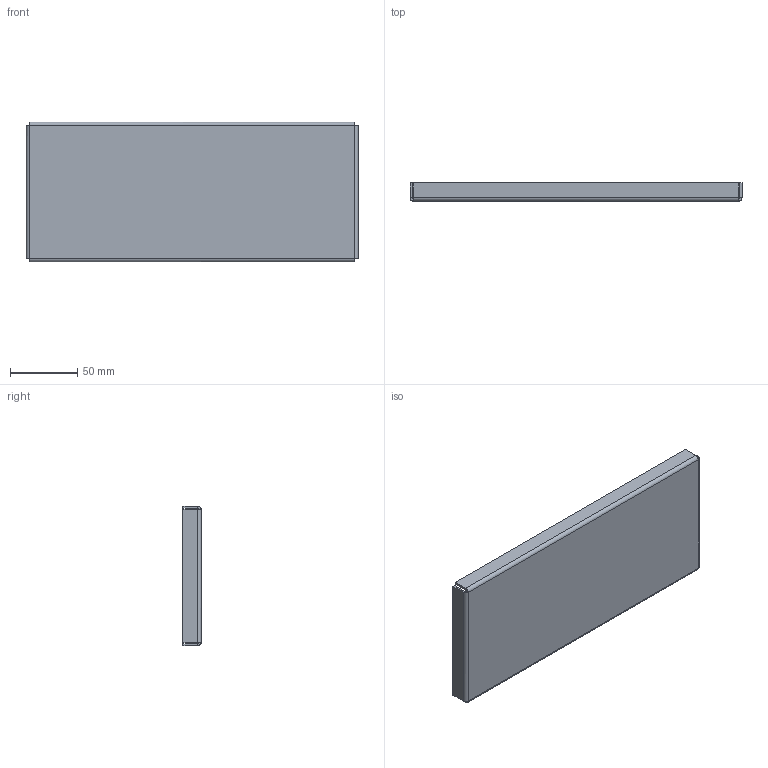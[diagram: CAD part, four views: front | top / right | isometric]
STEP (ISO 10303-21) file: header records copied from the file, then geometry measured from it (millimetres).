
FILE_DESCRIPTION (( 'STEP AP214' ), '1' );
FILE_NAME ('lv_box_lid.STEP', '2025-03-18T06:13:22', ( '' ), ( '' ), 'SwSTEP 2.0', 'SolidWorks 2024', '' );
FILE_SCHEMA (( 'AUTOMOTIVE_DESIGN' ));
Length unit declared in the file: millimetre
Products named in the file (1): lv_box_lid
Bounding box: 246.44 x 13.48 x 103.7 mm (x, y, z)
Volume: 52621.8 mm3; surface area: 67551 mm2
Topology: 1 solids, 1 shells, 38 faces, 76 edges, 40 vertices
Faces by surface type: plane 22, bspline 8, cylinder 8
Entity records: 1315 total; most frequent: CARTESIAN_POINT 579, ORIENTED_EDGE 152, DIRECTION 122, EDGE_CURVE 76, VECTOR 60, LINE 60, VERTEX_POINT 40, ADVANCED_FACE 38
